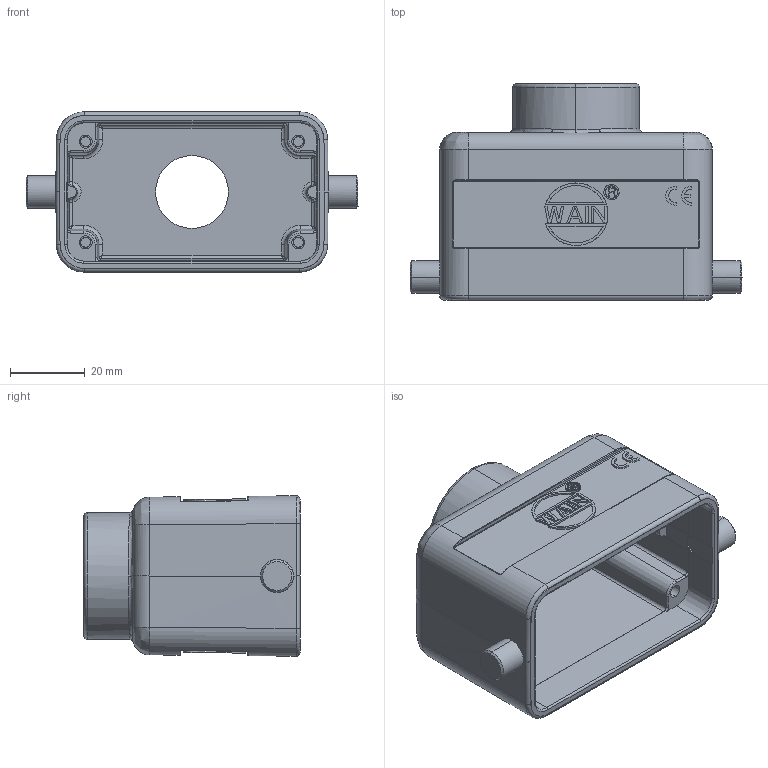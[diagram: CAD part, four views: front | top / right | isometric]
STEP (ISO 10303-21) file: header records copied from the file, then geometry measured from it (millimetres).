
FILE_DESCRIPTION(/* description */ (''),/* implementation_level */ '2;1');
FILE_NAME(/* name */ '3D_1240104151010_HV10B-TE-2B-PG16_V1.1.stp',/* time_stamp */ '2023-12-20T17:22:49+08:00',/* author */ (''),/* organization */ (''),/* preprocessor_version */ 'ST-DEVELOPER v18.1',/* originating_system */ 'SIEMENS PLM Software NX 1980',/* authorisation */ '');
FILE_SCHEMA (('AUTOMOTIVE_DESIGN { 1 0 10303 214 3 1 1 1 }'));
Length unit declared in the file: millimetre
Products named in the file (1): 14593A38CB82xzym
Bounding box: 89 x 58 x 42.98 mm (x, y, z)
Volume: 47028.2 mm3; surface area: 26677.9 mm2
Topology: 3 solids, 3 shells, 451 faces, 1086 edges, 673 vertices
Faces by surface type: plane 249, cylinder 95, torus 40, cone 31, bspline 24, extrusion 8, sphere 4
Full cylindrical faces by diameter (mm): 19.5 x1, 21.3 x1
Entity records: 15797 total; most frequent: CARTESIAN_POINT 5760, ORIENTED_EDGE 2154, DIRECTION 1855, EDGE_CURVE 1077, VERTEX_POINT 670, VECTOR 669, LINE 661, AXIS2_PLACEMENT_3D 593
